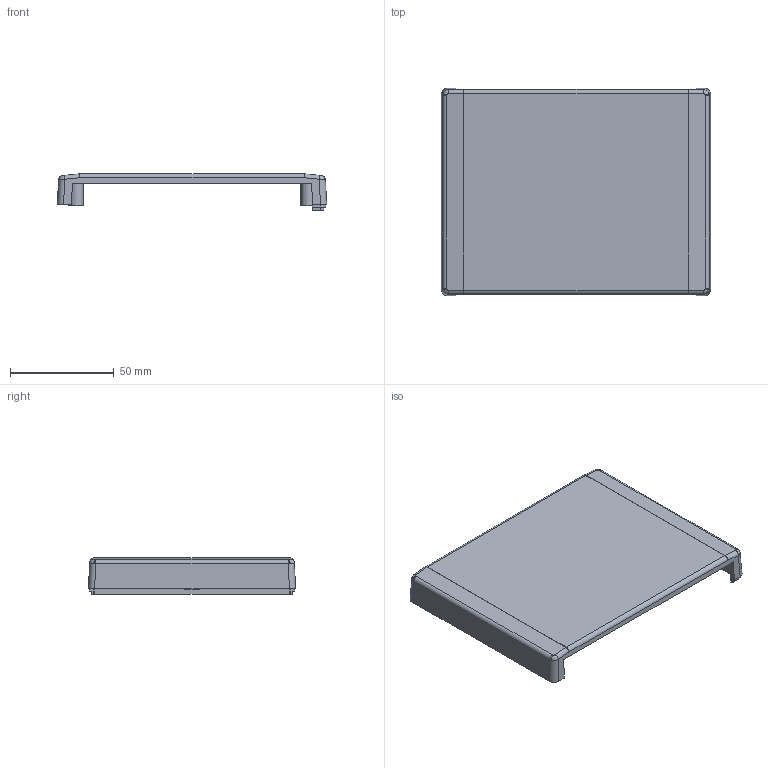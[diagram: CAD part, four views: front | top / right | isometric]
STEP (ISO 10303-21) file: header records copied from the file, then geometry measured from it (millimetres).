
FILE_DESCRIPTION((''),'2;1');
FILE_NAME('2015S-T','2008-08-14T',('oluf'),(''),'PRO/ENGINEER BY PARAMETRIC TECHNOLOGY CORPORATION, 2002310','PRO/ENGINEER BY PARAMETRIC TECHNOLOGY CORPORATION, 2002310','');
FILE_SCHEMA(('CONFIG_CONTROL_DESIGN'));
Length unit declared in the file: millimetre
Products named in the file (1): 2015S-T
Bounding box: 130 x 100 x 17.5 mm (x, y, z)
Surface area: 34658.8 mm2 (no closed solid volume)
Topology: 0 solids, 1 shells, 141 faces, 357 edges, 218 vertices
Faces by surface type: plane 95, cylinder 28, bspline 12, sphere 4, extrusion 2
Entity records: 4780 total; most frequent: CARTESIAN_POINT 1475, ORIENTED_EDGE 706, DIRECTION 615, EDGE_CURVE 353, VECTOR 265, LINE 263, VERTEX_POINT 218, AXIS2_PLACEMENT_3D 175
